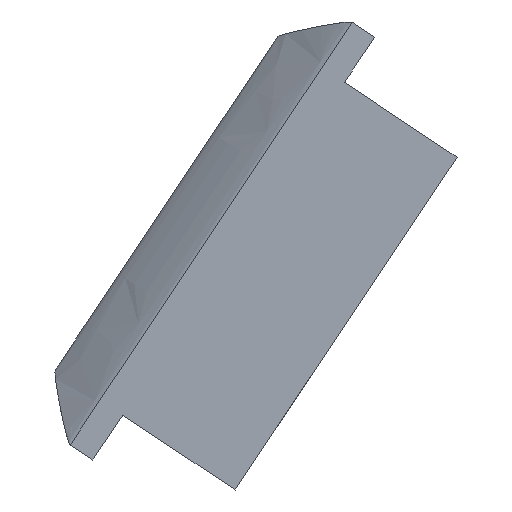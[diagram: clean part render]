
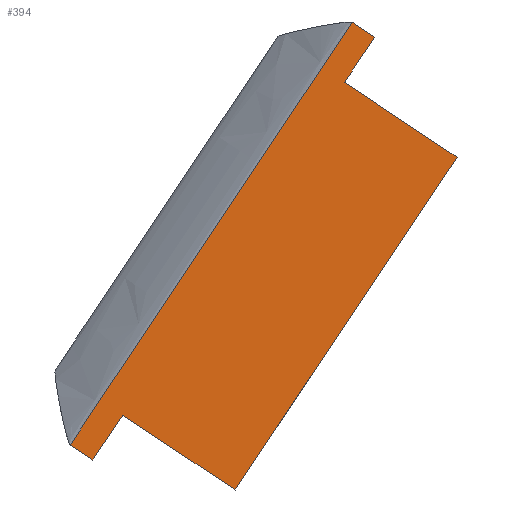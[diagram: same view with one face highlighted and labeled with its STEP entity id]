
A CAD part, front view. The second image highlights one B-rep face of the part: STEP entity #394.
In plain terms, the highlighted planar face has unit normal (0, -1, 0).
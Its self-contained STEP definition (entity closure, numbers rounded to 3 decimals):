
#16=LINE('',#801,#60);
#17=LINE('',#803,#61);
#18=LINE('',#805,#62);
#19=LINE('',#807,#63);
#20=LINE('',#809,#64);
#21=LINE('',#811,#65);
#22=LINE('',#812,#66);
#60=VECTOR('',#438,10.);
#61=VECTOR('',#439,10.);
#62=VECTOR('',#440,10.);
#63=VECTOR('',#441,10.);
#64=VECTOR('',#442,10.);
#65=VECTOR('',#443,10.);
#66=VECTOR('',#444,10.);
#104=PLANE('',#415);
#127=FACE_OUTER_BOUND('',#150,.T.);
#150=EDGE_LOOP('',(#290,#291,#292,#293,#294,#295,#296,#297));
#180=B_SPLINE_CURVE_WITH_KNOTS('',3,(#791,#792,#793,#794),.UNSPECIFIED.,
 .F.,.F.,(4,4),(-1.68,0.2),.UNSPECIFIED.);
#185=VERTEX_POINT('',#586);
#189=VERTEX_POINT('',#726);
#190=VERTEX_POINT('',#800);
#191=VERTEX_POINT('',#802);
#192=VERTEX_POINT('',#804);
#193=VERTEX_POINT('',#806);
#194=VERTEX_POINT('',#808);
#195=VERTEX_POINT('',#810);
#228=EDGE_CURVE('',#185,#189,#180,.T.);
#230=EDGE_CURVE('',#190,#185,#16,.T.);
#231=EDGE_CURVE('',#191,#190,#17,.T.);
#232=EDGE_CURVE('',#192,#191,#18,.F.);
#233=EDGE_CURVE('',#193,#192,#19,.F.);
#234=EDGE_CURVE('',#193,#194,#20,.T.);
#235=EDGE_CURVE('',#194,#195,#21,.T.);
#236=EDGE_CURVE('',#195,#189,#22,.T.);
#290=ORIENTED_EDGE('',*,*,#228,.F.);
#291=ORIENTED_EDGE('',*,*,#230,.F.);
#292=ORIENTED_EDGE('',*,*,#231,.F.);
#293=ORIENTED_EDGE('',*,*,#232,.F.);
#294=ORIENTED_EDGE('',*,*,#233,.F.);
#295=ORIENTED_EDGE('',*,*,#234,.T.);
#296=ORIENTED_EDGE('',*,*,#235,.T.);
#297=ORIENTED_EDGE('',*,*,#236,.T.);
#394=ADVANCED_FACE('',(#127),#104,.T.);
#415=AXIS2_PLACEMENT_3D('',#799,#436,#437);
#436=DIRECTION('center_axis',(0.,-1.,0.));
#437=DIRECTION('ref_axis',(-0.832,0.,0.555));
#438=DIRECTION('',(-0.832,0.,0.555));
#439=DIRECTION('',(-0.555,0.,-0.832));
#440=DIRECTION('',(0.832,0.,-0.555));
#441=DIRECTION('',(0.555,0.,0.832));
#442=DIRECTION('',(-0.832,0.,0.555));
#443=DIRECTION('',(0.555,0.,0.832));
#444=DIRECTION('',(-0.832,0.,0.555));
#586=CARTESIAN_POINT('',(-101.683,-3.9,-20.447));
#726=CARTESIAN_POINT('',(-91.255,-3.9,-4.804));
#791=CARTESIAN_POINT('Ctrl Pts',(-101.683,-3.9,-20.447));
#792=CARTESIAN_POINT('Ctrl Pts',(-98.207,-3.9,-15.232));
#793=CARTESIAN_POINT('Ctrl Pts',(-94.731,-3.9,-10.018));
#794=CARTESIAN_POINT('Ctrl Pts',(-91.255,-3.9,-4.804));
#799=CARTESIAN_POINT('Origin',(-87.316,-3.9,-9.713));
#800=CARTESIAN_POINT('',(-100.851,-3.9,-21.001));
#801=CARTESIAN_POINT('',(-102.515,-3.9,-19.892));
#802=CARTESIAN_POINT('',(-99.742,-3.9,-19.337));
#803=CARTESIAN_POINT('',(-99.742,-3.9,-19.337));
#804=CARTESIAN_POINT('',(-95.581,-3.9,-22.111));
#805=CARTESIAN_POINT('',(-95.807,-3.9,-21.96));
#806=CARTESIAN_POINT('',(-87.372,-3.9,-9.796));
#807=CARTESIAN_POINT('',(-87.316,-3.9,-9.713));
#808=CARTESIAN_POINT('',(-91.532,-3.9,-7.023));
#809=CARTESIAN_POINT('',(-87.598,-3.9,-9.646));
#810=CARTESIAN_POINT('',(-90.423,-3.9,-5.359));
#811=CARTESIAN_POINT('',(-91.532,-3.9,-7.023));
#812=CARTESIAN_POINT('',(-92.087,-3.9,-4.249));
